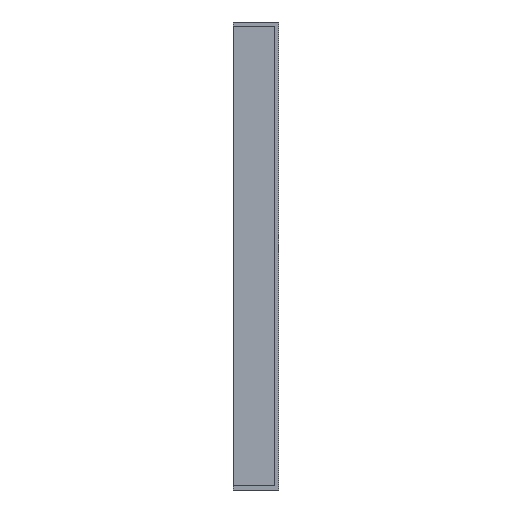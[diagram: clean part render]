
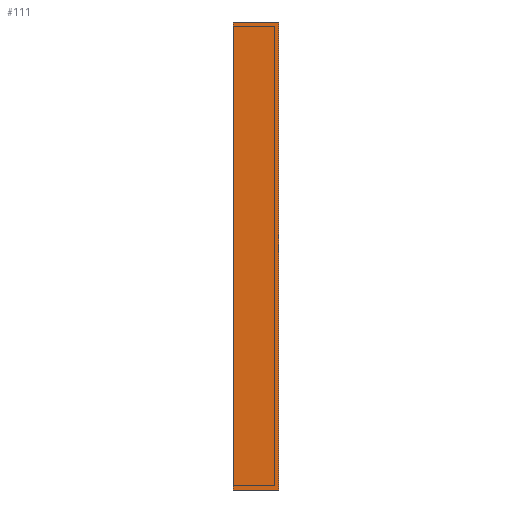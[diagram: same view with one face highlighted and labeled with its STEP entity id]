
A CAD part, left-side view. The second image highlights one B-rep face of the part: STEP entity #111.
In plain terms, the highlighted planar face has unit normal (-1, 0, 0).
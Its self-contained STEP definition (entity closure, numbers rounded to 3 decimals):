
#6 = DIRECTION ( 'NONE',  ( 0., -1., 0. ) ) ;
#10 = DIRECTION ( 'NONE',  ( 0., 0., 1. ) ) ;
#19 = VECTOR ( 'NONE', #54, 1000. ) ;
#46 = DIRECTION ( 'NONE',  ( -1., 0., 0. ) ) ;
#54 = DIRECTION ( 'NONE',  ( 0., -1., 0. ) ) ;
#59 = EDGE_CURVE ( 'NONE', #95, #156, #124, .T. ) ;
#62 = DIRECTION ( 'NONE',  ( 0., 0., 1. ) ) ;
#81 = CARTESIAN_POINT ( 'NONE',  ( -78.9, 15.665, -204. ) ) ;
#94 = CARTESIAN_POINT ( 'NONE',  ( -78.9, 15.665, 0. ) ) ;
#95 = VERTEX_POINT ( 'NONE', #81 ) ;
#101 = VERTEX_POINT ( 'NONE', #196 ) ;
#111 = ADVANCED_FACE ( 'NONE', ( #268 ), #153, .T. ) ;
#113 = ORIENTED_EDGE ( 'NONE', *, *, #258, .F. ) ;
#117 = AXIS2_PLACEMENT_3D ( 'NONE', #297, #46, #10 ) ;
#124 = LINE ( 'NONE', #266, #410 ) ;
#127 = EDGE_LOOP ( 'NONE', ( #113, #441, #244, #332 ) ) ;
#147 = DIRECTION ( 'NONE',  ( 0., 0., 1. ) ) ;
#153 = PLANE ( 'NONE',  #117 ) ;
#156 = VERTEX_POINT ( 'NONE', #189 ) ;
#173 = VECTOR ( 'NONE', #147, 1000. ) ;
#186 = LINE ( 'NONE', #324, #173 ) ;
#189 = CARTESIAN_POINT ( 'NONE',  ( -78.9, -4.335, -204. ) ) ;
#196 = CARTESIAN_POINT ( 'NONE',  ( -78.9, -4.335, 0. ) ) ;
#244 = ORIENTED_EDGE ( 'NONE', *, *, #59, .T. ) ;
#258 = EDGE_CURVE ( 'NONE', #389, #101, #355, .T. ) ;
#266 = CARTESIAN_POINT ( 'NONE',  ( -78.9, 15.665, -204. ) ) ;
#267 = LINE ( 'NONE', #392, #287 ) ;
#268 = FACE_OUTER_BOUND ( 'NONE', #127, .T. ) ;
#287 = VECTOR ( 'NONE', #62, 1000. ) ;
#297 = CARTESIAN_POINT ( 'NONE',  ( -78.9, 15.665, -204. ) ) ;
#316 = CARTESIAN_POINT ( 'NONE',  ( -78.9, 15.665, 0. ) ) ;
#324 = CARTESIAN_POINT ( 'NONE',  ( -78.9, 15.665, -204. ) ) ;
#332 = ORIENTED_EDGE ( 'NONE', *, *, #415, .T. ) ;
#355 = LINE ( 'NONE', #94, #19 ) ;
#389 = VERTEX_POINT ( 'NONE', #316 ) ;
#392 = CARTESIAN_POINT ( 'NONE',  ( -78.9, -4.335, -204. ) ) ;
#410 = VECTOR ( 'NONE', #6, 1000. ) ;
#415 = EDGE_CURVE ( 'NONE', #156, #101, #267, .T. ) ;
#441 = ORIENTED_EDGE ( 'NONE', *, *, #473, .F. ) ;
#473 = EDGE_CURVE ( 'NONE', #95, #389, #186, .T. ) ;
